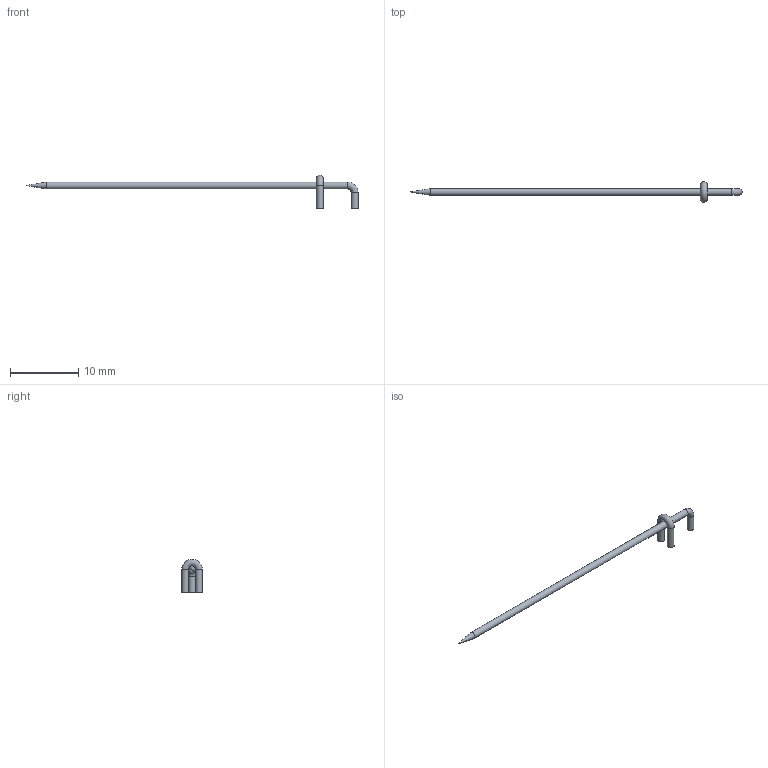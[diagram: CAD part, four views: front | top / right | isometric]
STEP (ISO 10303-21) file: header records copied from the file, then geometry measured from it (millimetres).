
FILE_DESCRIPTION(('FreeCAD Model'),'2;1');
FILE_NAME('probe.step', '2020-01-22T02:52:48',('Author'),(''), 'Open CASCADE STEP processor 7.3','FreeCAD','Unknown');
FILE_SCHEMA(('AUTOMOTIVE_DESIGN { 1 0 10303 214 1 1 1 1 }'));
Length unit declared in the file: millimetre
Products named in the file (2): Fusion; Sweep001
Bounding box: 48.5 x 3.01 x 4.9 mm (x, y, z)
Volume: 46.3 mm3; surface area: 189.1 mm2
Topology: 2 solids, 2 shells, 10 faces, 17 edges, 10 vertices
Faces by surface type: cylinder 4, plane 3, torus 2, cone 1
Full cylindrical faces by diameter (mm): 1 x4
Entity records: 526 total; most frequent: CARTESIAN_POINT 87, DIRECTION 68, ORIENTED_EDGE 32, PCURVE 32, DEFINITIONAL_REPRESENTATION 32, AXIS2_PLACEMENT_3D 22, LINE 22, VECTOR 22
